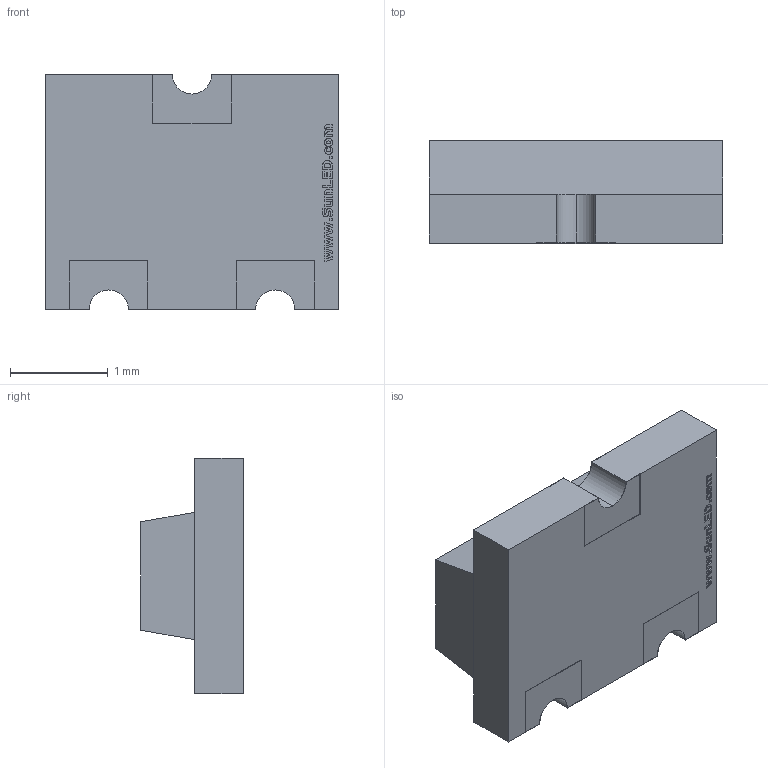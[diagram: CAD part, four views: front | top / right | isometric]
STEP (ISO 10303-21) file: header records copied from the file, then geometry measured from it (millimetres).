
FILE_DESCRIPTION (( 'STEP AP214' ), '1' );
FILE_NAME ('XZxx85.STEP', '2015-08-26T17:39:13', ( '' ), ( '' ), 'SwSTEP 2.0', 'SolidWorks 2012', '' );
FILE_SCHEMA (( 'AUTOMOTIVE_DESIGN' ));
Length unit declared in the file: millimetre
Products named in the file (1): XZxx85
Bounding box: 3 x 1.05 x 2.4 mm (x, y, z)
Volume: 5.5 mm3; surface area: 35.9 mm2
Topology: 8 solids, 8 shells, 272 faces, 720 edges, 480 vertices
Faces by surface type: plane 191, bspline 68, cylinder 13
Entity records: 13276 total; most frequent: CARTESIAN_POINT 4669, ORIENTED_EDGE 1440, DIRECTION 1020, EDGE_CURVE 720, VECTOR 558, LINE 558, VERTEX_POINT 480, EDGE_LOOP 288
